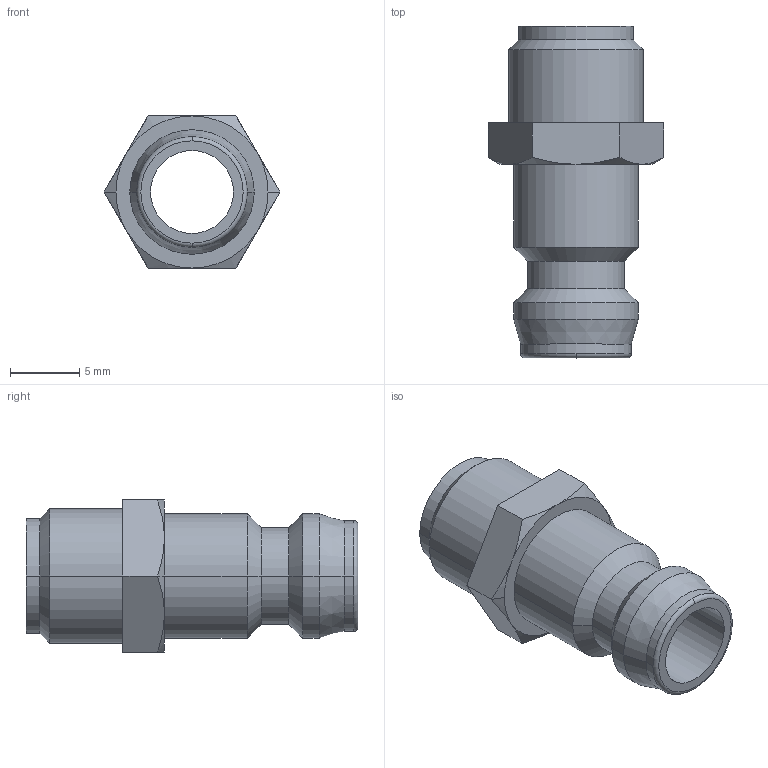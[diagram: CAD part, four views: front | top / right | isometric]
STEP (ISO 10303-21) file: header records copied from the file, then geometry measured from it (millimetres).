
FILE_DESCRIPTION(('STEP AP214'),'1');
FILE_NAME('eshm_18_na.stp','2020-04-22T06:06:24',('TraceParts'),('TraceParts S.A.'),'Spatial InterOp 3D',' ',' ');
FILE_SCHEMA(('automotive_design'));
Length unit declared in the file: millimetre
Products named in the file (1): 1
Bounding box: 12.7 x 24 x 11 mm (x, y, z)
Volume: 899.5 mm3; surface area: 1277.8 mm2
Topology: 1 solids, 1 shells, 44 faces, 95 edges, 55 vertices
Faces by surface type: cone 18, cylinder 14, plane 10, torus 2
Entity records: 1568 total; most frequent: CARTESIAN_POINT 243, DIRECTION 218, ORIENTED_EDGE 190, EDGE_CURVE 95, AXIS2_PLACEMENT_3D 90, VERTEX_POINT 55, EDGE_LOOP 48, CIRCLE 45
